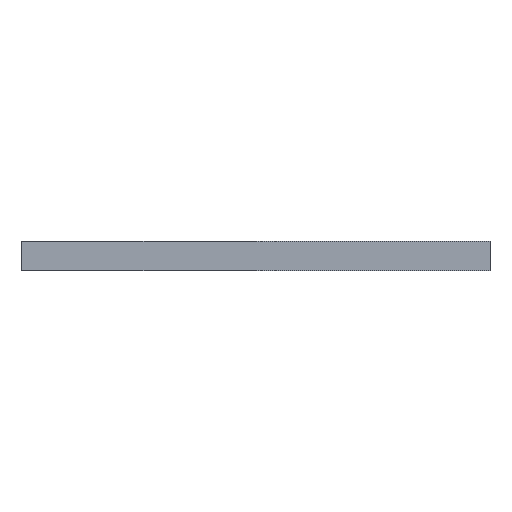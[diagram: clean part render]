
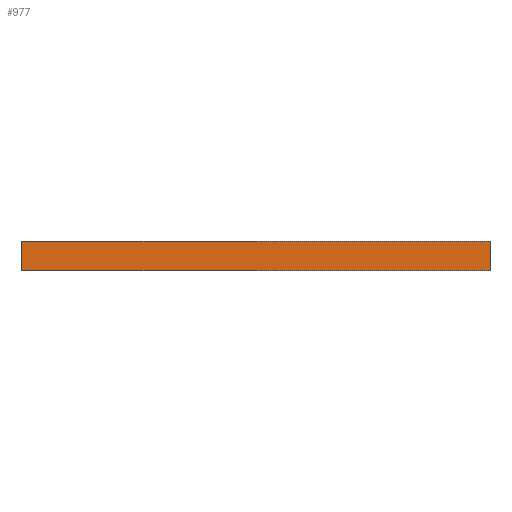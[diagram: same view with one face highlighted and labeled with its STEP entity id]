
A CAD part, front view. The second image highlights one B-rep face of the part: STEP entity #977.
In plain terms, the highlighted planar face has unit normal (0, -1, 0).
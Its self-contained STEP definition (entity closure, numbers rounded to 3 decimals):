
#417 = EDGE_CURVE('',#418,#420,#422,.T.);
#418 = VERTEX_POINT('',#419);
#419 = CARTESIAN_POINT('',(-16.915,-49.9,0.955));
#420 = VERTEX_POINT('',#421);
#421 = CARTESIAN_POINT('',(16.915,-49.9,0.955));
#422 = LINE('',#423,#424);
#423 = CARTESIAN_POINT('',(-16.915,-49.9,0.955));
#424 = VECTOR('',#425,1.);
#425 = DIRECTION('',(1.,0.,0.));
#814 = VERTEX_POINT('',#815);
#815 = CARTESIAN_POINT('',(-16.915,-49.9,3.055));
#821 = EDGE_CURVE('',#418,#814,#822,.T.);
#822 = LINE('',#823,#824);
#823 = CARTESIAN_POINT('',(-16.915,-49.9,0.955));
#824 = VECTOR('',#825,1.);
#825 = DIRECTION('',(0.,0.,1.));
#836 = EDGE_CURVE('',#420,#837,#839,.T.);
#837 = VERTEX_POINT('',#838);
#838 = CARTESIAN_POINT('',(16.915,-49.9,3.055));
#839 = LINE('',#840,#841);
#840 = CARTESIAN_POINT('',(16.915,-49.9,0.955));
#841 = VECTOR('',#842,1.);
#842 = DIRECTION('',(0.,0.,1.));
#977 = ADVANCED_FACE('',(#978),#989,.F.);
#978 = FACE_BOUND('',#979,.T.);
#979 = EDGE_LOOP('',(#980,#981,#982,#988));
#980 = ORIENTED_EDGE('',*,*,#417,.T.);
#981 = ORIENTED_EDGE('',*,*,#836,.T.);
#982 = ORIENTED_EDGE('',*,*,#983,.F.);
#983 = EDGE_CURVE('',#814,#837,#984,.T.);
#984 = LINE('',#985,#986);
#985 = CARTESIAN_POINT('',(-16.915,-49.9,3.055));
#986 = VECTOR('',#987,1.);
#987 = DIRECTION('',(1.,0.,0.));
#988 = ORIENTED_EDGE('',*,*,#821,.F.);
#989 = PLANE('',#990);
#990 = AXIS2_PLACEMENT_3D('',#991,#992,#993);
#991 = CARTESIAN_POINT('',(-16.915,-49.9,0.955));
#992 = DIRECTION('',(0.,1.,0.));
#993 = DIRECTION('',(1.,0.,0.));
